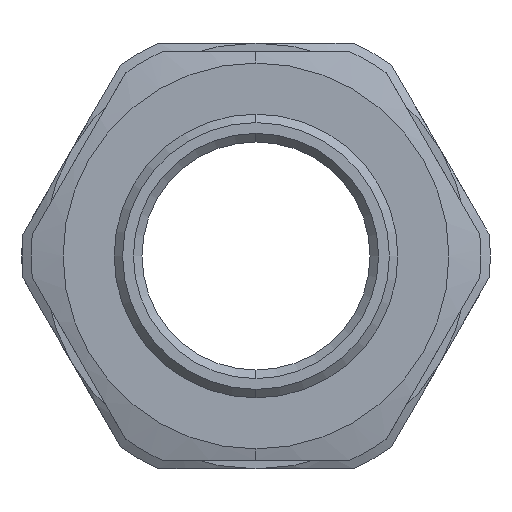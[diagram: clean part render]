
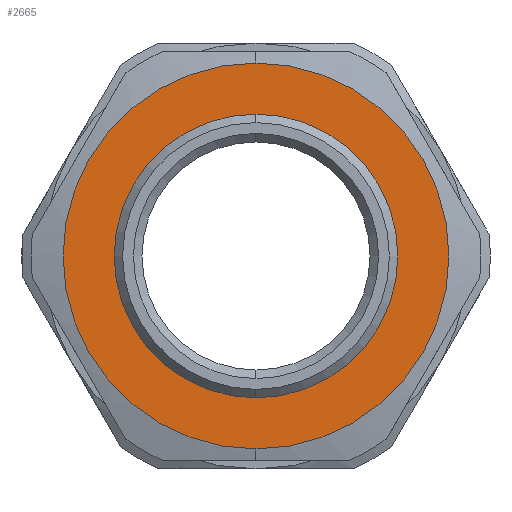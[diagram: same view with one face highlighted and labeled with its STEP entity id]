
A CAD part, left-side view. The second image highlights one B-rep face of the part: STEP entity #2665.
In plain terms, the highlighted planar face has unit normal (-1, 0, 0).
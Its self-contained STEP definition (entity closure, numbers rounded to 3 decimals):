
#72 = CARTESIAN_POINT ( 'NONE',  ( 15.3, 0., 0. ) ) ;
#89 = VERTEX_POINT ( 'NONE', #2775 ) ;
#240 = CARTESIAN_POINT ( 'NONE',  ( 15.3, 0., 12.5 ) ) ;
#446 = AXIS2_PLACEMENT_3D ( 'NONE', #2474, #1801, #764 ) ;
#550 = CARTESIAN_POINT ( 'NONE',  ( 15.3, 12.5, 0. ) ) ;
#563 = PLANE ( 'NONE',  #4084 ) ;
#575 = CIRCLE ( 'NONE', #3763, 17. ) ;
#617 = CIRCLE ( 'NONE', #1701, 12.5 ) ;
#764 = DIRECTION ( 'NONE',  ( 0., 0., -1. ) ) ;
#786 = ORIENTED_EDGE ( 'NONE', *, *, #1743, .F. ) ;
#1059 = ORIENTED_EDGE ( 'NONE', *, *, #1832, .T. ) ;
#1216 = DIRECTION ( 'NONE',  ( 1., 0., 0. ) ) ;
#1402 = ORIENTED_EDGE ( 'NONE', *, *, #2503, .T. ) ;
#1476 = DIRECTION ( 'NONE',  ( 1., 0., 0. ) ) ;
#1701 = AXIS2_PLACEMENT_3D ( 'NONE', #72, #2565, #4293 ) ;
#1743 = EDGE_CURVE ( 'NONE', #89, #2328, #3622, .T. ) ;
#1801 = DIRECTION ( 'NONE',  ( 1., 0., 0. ) ) ;
#1832 = EDGE_CURVE ( 'NONE', #2296, #3361, #617, .T. ) ;
#1898 = CARTESIAN_POINT ( 'NONE',  ( 15.3, 0., 0. ) ) ;
#2296 = VERTEX_POINT ( 'NONE', #240 ) ;
#2328 = VERTEX_POINT ( 'NONE', #2646 ) ;
#2474 = CARTESIAN_POINT ( 'NONE',  ( 15.3, 0., 0. ) ) ;
#2503 = EDGE_CURVE ( 'NONE', #3361, #2296, #4420, .T. ) ;
#2565 = DIRECTION ( 'NONE',  ( 1., 0., 0. ) ) ;
#2623 = FACE_BOUND ( 'NONE', #4406, .T. ) ;
#2646 = CARTESIAN_POINT ( 'NONE',  ( 15.3, 0., 17. ) ) ;
#2665 = ADVANCED_FACE ( 'NONE', ( #2737, #2623 ), #563, .F. ) ;
#2737 = FACE_OUTER_BOUND ( 'NONE', #3952, .T. ) ;
#2775 = CARTESIAN_POINT ( 'NONE',  ( 15.3, 0., -17. ) ) ;
#2861 = ORIENTED_EDGE ( 'NONE', *, *, #4131, .F. ) ;
#2882 = CARTESIAN_POINT ( 'NONE',  ( 15.3, 0., 0. ) ) ;
#2955 = DIRECTION ( 'NONE',  ( 0., 0., -1. ) ) ;
#2988 = DIRECTION ( 'NONE',  ( 0., 0., -1. ) ) ;
#3074 = CARTESIAN_POINT ( 'NONE',  ( 15.3, 0., -12.5 ) ) ;
#3361 = VERTEX_POINT ( 'NONE', #3074 ) ;
#3547 = AXIS2_PLACEMENT_3D ( 'NONE', #2882, #1476, #4219 ) ;
#3622 = CIRCLE ( 'NONE', #3547, 17. ) ;
#3763 = AXIS2_PLACEMENT_3D ( 'NONE', #1898, #4319, #2955 ) ;
#3952 = EDGE_LOOP ( 'NONE', ( #786, #2861 ) ) ;
#4084 = AXIS2_PLACEMENT_3D ( 'NONE', #550, #1216, #2988 ) ;
#4131 = EDGE_CURVE ( 'NONE', #2328, #89, #575, .T. ) ;
#4219 = DIRECTION ( 'NONE',  ( 0., 0., -1. ) ) ;
#4293 = DIRECTION ( 'NONE',  ( 0., 0., -1. ) ) ;
#4319 = DIRECTION ( 'NONE',  ( 1., 0., 0. ) ) ;
#4406 = EDGE_LOOP ( 'NONE', ( #1402, #1059 ) ) ;
#4420 = CIRCLE ( 'NONE', #446, 12.5 ) ;
